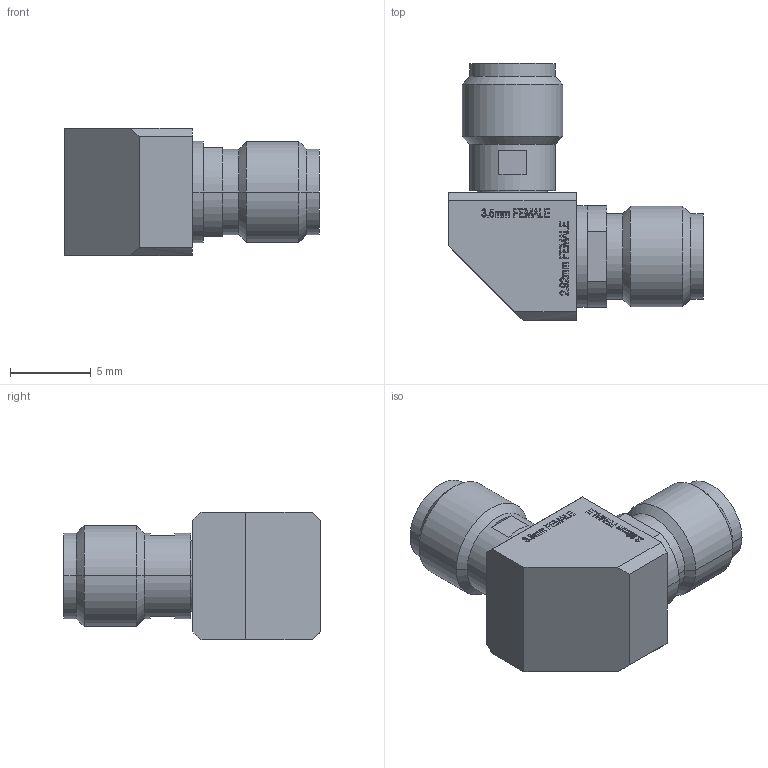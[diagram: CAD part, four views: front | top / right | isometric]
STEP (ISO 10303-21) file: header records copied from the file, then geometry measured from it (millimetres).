
FILE_DESCRIPTION (( 'STEP AP214' ), '1' );
FILE_NAME ('FMAD1223_3D.step', '2023-11-27T23:11:40', ( '' ), ( '' ), 'SwSTEP 2.0', 'SolidWorks 2022', '' );
FILE_SCHEMA (( 'AUTOMOTIVE_DESIGN' ));
Length unit declared in the file: inch
Products named in the file (7): ALS-K8PC8-12-1.stp; FMAD1223_3D; als-k8pc8.stp; ALS-K3K8-3.stp; 2.92mm F^FMAD1223; 3.5mm F^FMAD1223; ALS-K3K8-4.stp
Assembly tree (6 placements, depth 3):
  FMAD1223_3D
    als-k8pc8.stp
      ALS-K3K8-3.stp
      ALS-K8PC8-12-1.stp
      ALS-K3K8-4.stp
    3.5mm F^FMAD1223
    2.92mm F^FMAD1223
Bounding box: 15.8 x 15.92 x 7.92 mm (x, y, z)
Volume: 869.4 mm3; surface area: 831.7 mm2
Topology: 26 solids, 26 shells, 408 faces, 1020 edges, 672 vertices
Faces by surface type: plane 274, bspline 87, cylinder 31, cone 16
Entity records: 17193 total; most frequent: CARTESIAN_POINT 7427, ORIENTED_EDGE 2040, DIRECTION 1578, EDGE_CURVE 1020, VECTOR 772, LINE 772, VERTEX_POINT 672, EDGE_LOOP 422
